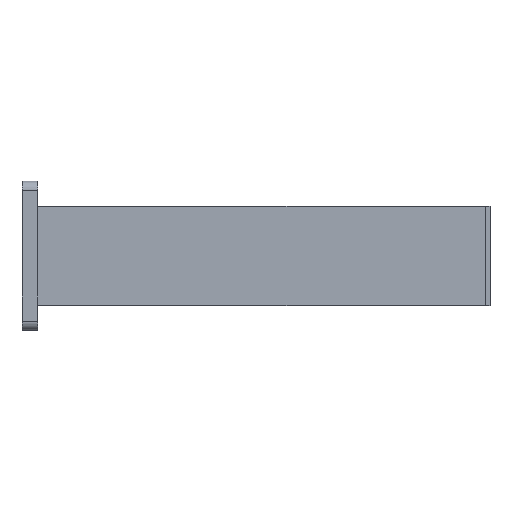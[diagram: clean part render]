
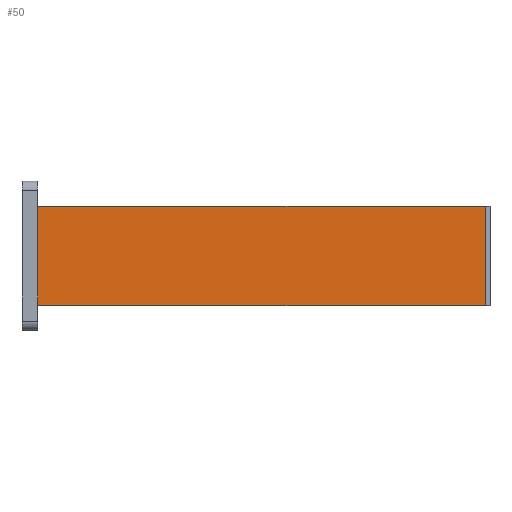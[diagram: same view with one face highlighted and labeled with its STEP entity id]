
A CAD part, top view. The second image highlights one B-rep face of the part: STEP entity #50.
In plain terms, the highlighted planar face has unit normal (0, 0, 1).
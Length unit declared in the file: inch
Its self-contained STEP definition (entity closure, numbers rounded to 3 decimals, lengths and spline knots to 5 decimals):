
#18 = EDGE_CURVE ( 'NONE', #556, #67, #854, .T. ) ;
#50 = ADVANCED_FACE ( 'NONE', ( #846 ), #605, .T. ) ;
#66 = DIRECTION ( 'NONE',  ( 0., -1., 0. ) ) ;
#67 = VERTEX_POINT ( 'NONE', #455 ) ;
#84 = VERTEX_POINT ( 'NONE', #528 ) ;
#110 = VECTOR ( 'NONE', #725, 39.37008 ) ;
#150 = EDGE_CURVE ( 'NONE', #67, #84, #325, .T. ) ;
#198 = EDGE_CURVE ( 'NONE', #502, #556, #386, .T. ) ;
#203 = ORIENTED_EDGE ( 'NONE', *, *, #216, .T. ) ;
#213 = DIRECTION ( 'NONE',  ( 0., 0., 1. ) ) ;
#216 = EDGE_CURVE ( 'NONE', #84, #502, #476, .T. ) ;
#222 = ORIENTED_EDGE ( 'NONE', *, *, #150, .T. ) ;
#231 = CARTESIAN_POINT ( 'NONE',  ( 5.84646, 0., 0.3126 ) ) ;
#303 = AXIS2_PLACEMENT_3D ( 'NONE', #941, #213, #766 ) ;
#325 = LINE ( 'NONE', #949, #110 ) ;
#386 = LINE ( 'NONE', #809, #404 ) ;
#403 = EDGE_LOOP ( 'NONE', ( #222, #203, #709, #474 ) ) ;
#404 = VECTOR ( 'NONE', #638, 39.37008 ) ;
#455 = CARTESIAN_POINT ( 'NONE',  ( 0.19685, -0.625, 0.3126 ) ) ;
#474 = ORIENTED_EDGE ( 'NONE', *, *, #18, .T. ) ;
#476 = LINE ( 'NONE', #231, #770 ) ;
#502 = VERTEX_POINT ( 'NONE', #901 ) ;
#528 = CARTESIAN_POINT ( 'NONE',  ( 5.84646, -0.625, 0.3126 ) ) ;
#550 = VECTOR ( 'NONE', #66, 39.37008 ) ;
#556 = VERTEX_POINT ( 'NONE', #825 ) ;
#605 = PLANE ( 'NONE',  #303 ) ;
#623 = CARTESIAN_POINT ( 'NONE',  ( 0.19685, 0.625, 0.3126 ) ) ;
#638 = DIRECTION ( 'NONE',  ( -1., 0., 0. ) ) ;
#709 = ORIENTED_EDGE ( 'NONE', *, *, #198, .T. ) ;
#725 = DIRECTION ( 'NONE',  ( 1., 0., 0. ) ) ;
#766 = DIRECTION ( 'NONE',  ( 1., 0., 0. ) ) ;
#770 = VECTOR ( 'NONE', #799, 39.37008 ) ;
#799 = DIRECTION ( 'NONE',  ( 0., 1., 0. ) ) ;
#809 = CARTESIAN_POINT ( 'NONE',  ( 0.19685, 0.625, 0.3126 ) ) ;
#825 = CARTESIAN_POINT ( 'NONE',  ( 0.19685, 0.625, 0.3126 ) ) ;
#846 = FACE_OUTER_BOUND ( 'NONE', #403, .T. ) ;
#854 = LINE ( 'NONE', #623, #550 ) ;
#901 = CARTESIAN_POINT ( 'NONE',  ( 5.84646, 0.625, 0.3126 ) ) ;
#941 = CARTESIAN_POINT ( 'NONE',  ( 0., 0., 0.3126 ) ) ;
#949 = CARTESIAN_POINT ( 'NONE',  ( 0.19685, -0.625, 0.3126 ) ) ;
